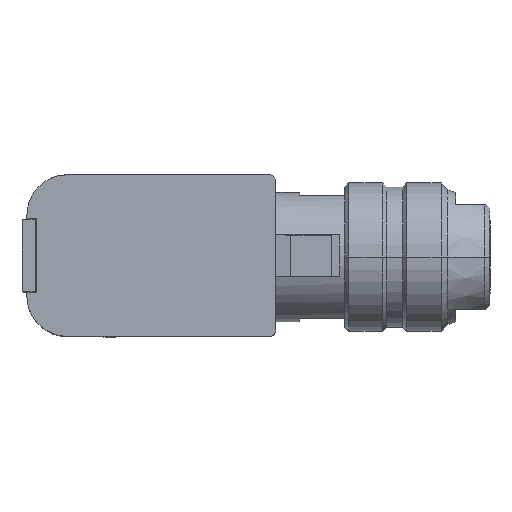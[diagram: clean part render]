
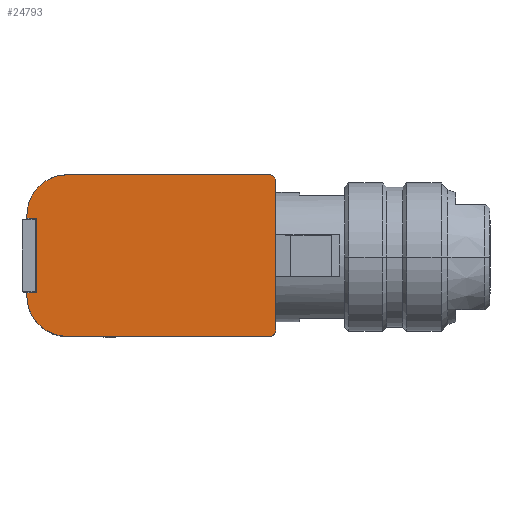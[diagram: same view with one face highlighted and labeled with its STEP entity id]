
A CAD part, top view. The second image highlights one B-rep face of the part: STEP entity #24793.
In plain terms, the highlighted planar face has unit normal (0, 0, 1).
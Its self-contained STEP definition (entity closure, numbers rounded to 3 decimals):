
#89 = LINE ( 'NONE', #16336, #19498 ) ;
#156 = PLANE ( 'NONE',  #2211 ) ;
#280 = AXIS2_PLACEMENT_3D ( 'NONE', #2237, #33356, #24400 ) ;
#655 = VERTEX_POINT ( 'NONE', #5346 ) ;
#804 = DIRECTION ( 'NONE',  ( 0., -1., 0. ) ) ;
#1169 = CARTESIAN_POINT ( 'NONE',  ( -25.05, -5., 10.5 ) ) ;
#1224 = VECTOR ( 'NONE', #804, 1000. ) ;
#2211 = AXIS2_PLACEMENT_3D ( 'NONE', #22800, #19832, #22674 ) ;
#2237 = CARTESIAN_POINT ( 'NONE',  ( -20.05, 5., 10.5 ) ) ;
#2419 = DIRECTION ( 'NONE',  ( 0., 0., 1. ) ) ;
#2589 = DIRECTION ( 'NONE',  ( 1., 0., 0. ) ) ;
#2663 = EDGE_CURVE ( 'NONE', #26178, #36246, #11245, .T. ) ;
#4015 = EDGE_CURVE ( 'NONE', #23948, #27346, #23101, .T. ) ;
#5346 = CARTESIAN_POINT ( 'NONE',  ( -23.85, -4.61, 10.5 ) ) ;
#5415 = ORIENTED_EDGE ( 'NONE', *, *, #31222, .F. ) ;
#5565 = EDGE_CURVE ( 'NONE', #16821, #26178, #14649, .T. ) ;
#5665 = CARTESIAN_POINT ( 'NONE',  ( -20.05, 10., 10.5 ) ) ;
#7126 = CARTESIAN_POINT ( 'NONE',  ( 5.75, 9.2, 10.5 ) ) ;
#7159 = VECTOR ( 'NONE', #10116, 1000. ) ;
#7169 = ORIENTED_EDGE ( 'NONE', *, *, #22640, .T. ) ;
#7315 = AXIS2_PLACEMENT_3D ( 'NONE', #32972, #16632, #2589 ) ;
#7393 = CIRCLE ( 'NONE', #280, 5. ) ;
#7403 = ORIENTED_EDGE ( 'NONE', *, *, #27609, .F. ) ;
#7604 = DIRECTION ( 'NONE',  ( 0., -1., 0. ) ) ;
#7655 = VERTEX_POINT ( 'NONE', #31262 ) ;
#8426 = DIRECTION ( 'NONE',  ( -1., 0., 0. ) ) ;
#8630 = EDGE_CURVE ( 'NONE', #36246, #14742, #17193, .T. ) ;
#9732 = VECTOR ( 'NONE', #34253, 1000. ) ;
#10116 = DIRECTION ( 'NONE',  ( 0., 1., 0. ) ) ;
#10740 = ORIENTED_EDGE ( 'NONE', *, *, #11222, .T. ) ;
#11222 = EDGE_CURVE ( 'NONE', #655, #12531, #23692, .T. ) ;
#11245 = CIRCLE ( 'NONE', #23066, 0.8 ) ;
#11670 = CARTESIAN_POINT ( 'NONE',  ( -20.05, 10., 10.5 ) ) ;
#12058 = CARTESIAN_POINT ( 'NONE',  ( -23.85, 4.61, 10.5 ) ) ;
#12531 = VERTEX_POINT ( 'NONE', #32167 ) ;
#13887 = VERTEX_POINT ( 'NONE', #17179 ) ;
#13968 = CARTESIAN_POINT ( 'NONE',  ( -25.05, 5., 10.5 ) ) ;
#14069 = EDGE_CURVE ( 'NONE', #28951, #13887, #28068, .T. ) ;
#14382 = CARTESIAN_POINT ( 'NONE',  ( 5.75, -9.2, 10.5 ) ) ;
#14649 = LINE ( 'NONE', #7126, #7159 ) ;
#14742 = VERTEX_POINT ( 'NONE', #5665 ) ;
#15451 = CARTESIAN_POINT ( 'NONE',  ( -23.85, -4.61, 10.5 ) ) ;
#15727 = DIRECTION ( 'NONE',  ( 1., 0., 0. ) ) ;
#16336 = CARTESIAN_POINT ( 'NONE',  ( -25.05, -5., 10.5 ) ) ;
#16374 = ORIENTED_EDGE ( 'NONE', *, *, #4015, .T. ) ;
#16632 = DIRECTION ( 'NONE',  ( 0., 0., 1. ) ) ;
#16821 = VERTEX_POINT ( 'NONE', #14382 ) ;
#16960 = DIRECTION ( 'NONE',  ( -1., 0., 0. ) ) ;
#17179 = CARTESIAN_POINT ( 'NONE',  ( -25.05, 4.61, 10.5 ) ) ;
#17193 = LINE ( 'NONE', #11670, #9732 ) ;
#17432 = CARTESIAN_POINT ( 'NONE',  ( -25.05, -5., 10.5 ) ) ;
#18662 = CARTESIAN_POINT ( 'NONE',  ( -20.05, -10., 10.5 ) ) ;
#18902 = EDGE_CURVE ( 'NONE', #12531, #23948, #89, .T. ) ;
#19020 = DIRECTION ( 'NONE',  ( 1., 0., 0. ) ) ;
#19164 = CARTESIAN_POINT ( 'NONE',  ( 4.95, 9.2, 10.5 ) ) ;
#19498 = VECTOR ( 'NONE', #7604, 1000. ) ;
#19832 = DIRECTION ( 'NONE',  ( 0., 0., 1. ) ) ;
#19839 = CARTESIAN_POINT ( 'NONE',  ( -23.85, 4.61, 10.5 ) ) ;
#20090 = CARTESIAN_POINT ( 'NONE',  ( 5.75, 9.2, 10.5 ) ) ;
#21033 = VECTOR ( 'NONE', #16960, 1000. ) ;
#21051 = ORIENTED_EDGE ( 'NONE', *, *, #8630, .T. ) ;
#22539 = CARTESIAN_POINT ( 'NONE',  ( 4.95, 10., 10.5 ) ) ;
#22640 = EDGE_CURVE ( 'NONE', #14742, #28951, #7393, .T. ) ;
#22674 = DIRECTION ( 'NONE',  ( 1., 0., 0. ) ) ;
#22800 = CARTESIAN_POINT ( 'NONE',  ( -25.35, -4.2, 10.5 ) ) ;
#23066 = AXIS2_PLACEMENT_3D ( 'NONE', #19164, #2419, #36239 ) ;
#23101 = CIRCLE ( 'NONE', #7315, 5. ) ;
#23345 = VERTEX_POINT ( 'NONE', #12058 ) ;
#23426 = CIRCLE ( 'NONE', #25319, 0.8 ) ;
#23692 = LINE ( 'NONE', #25301, #21033 ) ;
#23948 = VERTEX_POINT ( 'NONE', #17432 ) ;
#24301 = CARTESIAN_POINT ( 'NONE',  ( 4.95, -9.2, 10.5 ) ) ;
#24400 = DIRECTION ( 'NONE',  ( 1., 0., 0. ) ) ;
#24518 = ORIENTED_EDGE ( 'NONE', *, *, #26050, .T. ) ;
#24793 = ADVANCED_FACE ( 'NONE', ( #31430 ), #156, .T. ) ;
#25301 = CARTESIAN_POINT ( 'NONE',  ( -23.85, -4.61, 10.5 ) ) ;
#25319 = AXIS2_PLACEMENT_3D ( 'NONE', #24301, #27227, #15727 ) ;
#26050 = EDGE_CURVE ( 'NONE', #7655, #16821, #23426, .T. ) ;
#26178 = VERTEX_POINT ( 'NONE', #20090 ) ;
#27227 = DIRECTION ( 'NONE',  ( 0., 0., 1. ) ) ;
#27346 = VERTEX_POINT ( 'NONE', #18662 ) ;
#27609 = EDGE_CURVE ( 'NONE', #23345, #13887, #31247, .T. ) ;
#27678 = LINE ( 'NONE', #35519, #28561 ) ;
#27930 = EDGE_LOOP ( 'NONE', ( #7403, #5415, #10740, #33621, #16374, #32694, #24518, #34315, #31664, #21051, #7169, #29657 ) ) ;
#28068 = LINE ( 'NONE', #1169, #1224 ) ;
#28378 = VECTOR ( 'NONE', #35483, 1000. ) ;
#28561 = VECTOR ( 'NONE', #19020, 1000. ) ;
#28871 = EDGE_CURVE ( 'NONE', #27346, #7655, #27678, .T. ) ;
#28951 = VERTEX_POINT ( 'NONE', #13968 ) ;
#29657 = ORIENTED_EDGE ( 'NONE', *, *, #14069, .T. ) ;
#29699 = LINE ( 'NONE', #15451, #28378 ) ;
#31222 = EDGE_CURVE ( 'NONE', #655, #23345, #29699, .T. ) ;
#31247 = LINE ( 'NONE', #19839, #33018 ) ;
#31262 = CARTESIAN_POINT ( 'NONE',  ( 4.95, -10., 10.5 ) ) ;
#31430 = FACE_OUTER_BOUND ( 'NONE', #27930, .T. ) ;
#31664 = ORIENTED_EDGE ( 'NONE', *, *, #2663, .T. ) ;
#32167 = CARTESIAN_POINT ( 'NONE',  ( -25.05, -4.61, 10.5 ) ) ;
#32694 = ORIENTED_EDGE ( 'NONE', *, *, #28871, .T. ) ;
#32972 = CARTESIAN_POINT ( 'NONE',  ( -20.05, -5., 10.5 ) ) ;
#33018 = VECTOR ( 'NONE', #8426, 1000. ) ;
#33356 = DIRECTION ( 'NONE',  ( 0., 0., 1. ) ) ;
#33621 = ORIENTED_EDGE ( 'NONE', *, *, #18902, .T. ) ;
#34253 = DIRECTION ( 'NONE',  ( -1., 0., 0. ) ) ;
#34315 = ORIENTED_EDGE ( 'NONE', *, *, #5565, .T. ) ;
#35483 = DIRECTION ( 'NONE',  ( 0., 1., 0. ) ) ;
#35519 = CARTESIAN_POINT ( 'NONE',  ( 4.95, -10., 10.5 ) ) ;
#36239 = DIRECTION ( 'NONE',  ( 1., 0., 0. ) ) ;
#36246 = VERTEX_POINT ( 'NONE', #22539 ) ;
